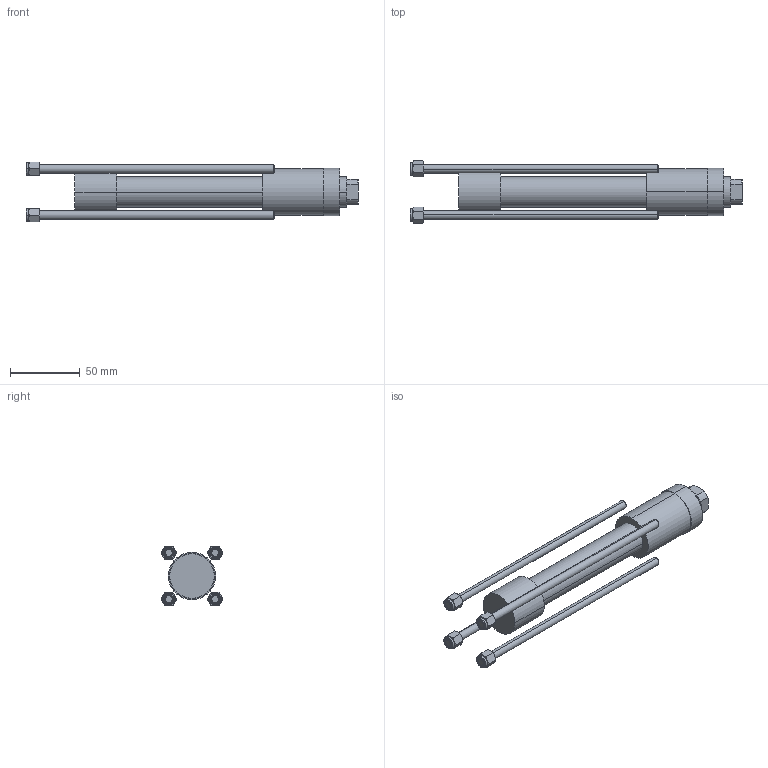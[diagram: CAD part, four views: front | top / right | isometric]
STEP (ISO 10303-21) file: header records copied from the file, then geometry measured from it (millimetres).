
FILE_DESCRIPTION (( 'STEP AP203' ), '1' );
FILE_NAME ('d02a.STEP', '2022-04-14T16:03:11', ( '' ), ( '' ), 'SwSTEP 2.0', 'SolidWorks 2019', '' );
FILE_SCHEMA (( 'CONFIG_CONTROL_DESIGN' ));
Length unit declared in the file: millimetre
Products named in the file (6): V215CR_D_Body 42f80f26d37adb8b4ad7692a578d4dcb; V215CR_VCP_D 42f80f26d37adb8b4ad7692a578d4dcb; V215_VC_A 42f80f26d37adb8b4ad7692a578d4dcb; NUT_M5_D 42f80f26d37adb8b4ad7692a578d4dcb; d02a; V215CR_D_TYCINKA 42f80f26d37adb8b4ad7692a578d4dcb
Assembly tree (11 placements, depth 2):
  d02a
    V215CR_D_Body 42f80f26d37adb8b4ad7692a578d4dcb
    V215CR_VCP_D 42f80f26d37adb8b4ad7692a578d4dcb
    NUT_M5_D 42f80f26d37adb8b4ad7692a578d4dcb  x4
    V215CR_D_TYCINKA 42f80f26d37adb8b4ad7692a578d4dcb  x4
    V215_VC_A 42f80f26d37adb8b4ad7692a578d4dcb
Bounding box: 238 x 44.44 x 42.93 mm (x, y, z)
Volume: 135902.2 mm3; surface area: 43947.9 mm2
Topology: 10 solids, 10 shells, 209 faces, 434 edges, 251 vertices
Faces by surface type: cone 100, plane 59, cylinder 42, torus 8
Entity records: 47206 total; most frequent: CARTESIAN_POINT 25064, ORIENTED_EDGE 4992, DIRECTION 3194, EDGE_CURVE 2496, VERTEX_POINT 1635, VECTOR 1504, LINE 1504, EDGE_LOOP 1115
